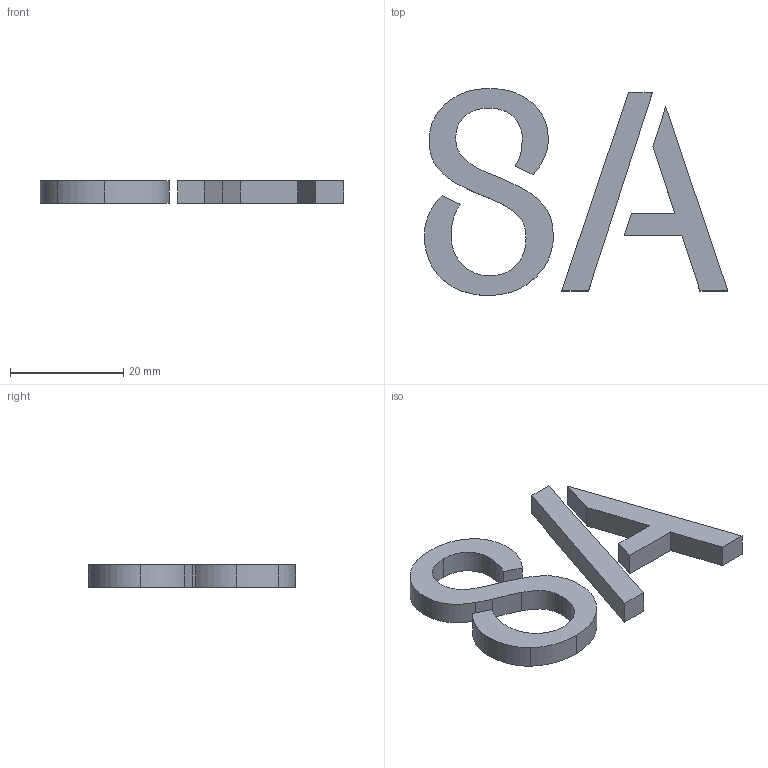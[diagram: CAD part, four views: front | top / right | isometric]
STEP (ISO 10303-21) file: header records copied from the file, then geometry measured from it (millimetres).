
FILE_DESCRIPTION(/* description */ (''),/* implementation_level */ '2;1');
FILE_NAME(/* name */ '',/* time_stamp */ '2025-01-14T19:37:15+03:00',/* author */ ('Phantom'),/* organization */ (''),/* preprocessor_version */ 'ST-DEVELOPER v20',/* originating_system */ 'Autodesk Inventor 2025',/* authorisation */ '');
FILE_SCHEMA (('AUTOMOTIVE_DESIGN { 1 0 10303 214 3 1 1 }'));
Length unit declared in the file: millimetre
Products named in the file (1): 8А встав
Bounding box: 53.63 x 36.59 x 4 mm (x, y, z)
Volume: 2853.8 mm3; surface area: 2886.3 mm2
Topology: 3 solids, 3 shells, 42 faces, 108 edges, 72 vertices
Faces by surface type: plane 23, bspline 19
Entity records: 1407 total; most frequent: CARTESIAN_POINT 470, ORIENTED_EDGE 216, DIRECTION 118, EDGE_CURVE 108, VERTEX_POINT 72, LINE 70, VECTOR 70, FACE_OUTER_BOUND 42
